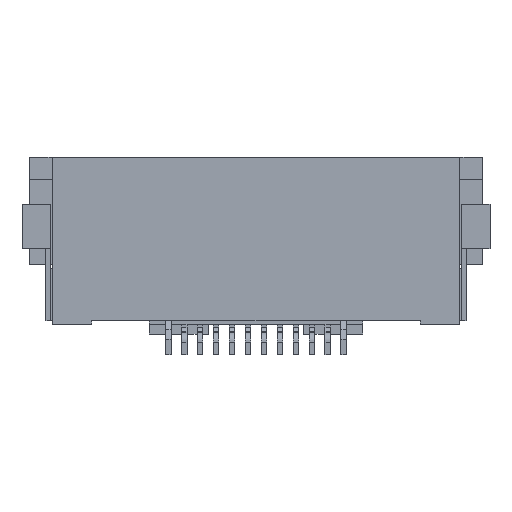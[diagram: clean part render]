
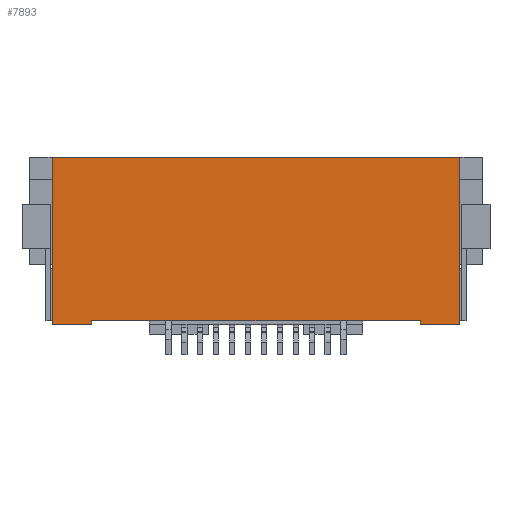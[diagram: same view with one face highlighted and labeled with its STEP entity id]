
A CAD part, front view. The second image highlights one B-rep face of the part: STEP entity #7893.
In plain terms, the highlighted planar face has unit normal (0, -1, 0).
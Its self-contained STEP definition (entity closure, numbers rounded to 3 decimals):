
#98=DIRECTION('',(0.,0.,1.));
#99=VECTOR('',#98,0.12);
#100=CARTESIAN_POINT('',(-5.15,-1.83,-2.625));
#101=LINE('',#100,#99);
#102=DIRECTION('',(0.,0.,1.));
#103=VECTOR('',#102,5.25);
#104=CARTESIAN_POINT('',(-6.395,-1.83,-2.625));
#105=LINE('',#104,#103);
#106=DIRECTION('',(0.,0.,1.));
#107=VECTOR('',#106,0.12);
#108=CARTESIAN_POINT('',(5.15,-1.83,-2.625));
#109=LINE('',#108,#107);
#110=DIRECTION('',(1.,0.,0.));
#111=VECTOR('',#110,10.3);
#112=CARTESIAN_POINT('',(-5.15,-1.83,-2.505));
#113=LINE('',#112,#111);
#462=DIRECTION('',(1.,0.,0.));
#463=VECTOR('',#462,1.245);
#464=CARTESIAN_POINT('',(-6.395,-1.83,-2.625));
#465=LINE('',#464,#463);
#466=DIRECTION('',(1.,0.,0.));
#467=VECTOR('',#466,1.245);
#468=CARTESIAN_POINT('',(5.15,-1.83,-2.625));
#469=LINE('',#468,#467);
#578=DIRECTION('',(1.,0.,0.));
#579=VECTOR('',#578,12.79);
#580=CARTESIAN_POINT('',(-6.395,-1.83,2.625));
#581=LINE('',#580,#579);
#822=DIRECTION('',(0.,0.,1.));
#823=VECTOR('',#822,5.25);
#824=CARTESIAN_POINT('',(6.395,-1.83,-2.625));
#825=LINE('',#824,#823);
#5841=CARTESIAN_POINT('',(-6.395,-1.83,2.625));
#5842=CARTESIAN_POINT('',(6.395,-1.83,2.625));
#5843=VERTEX_POINT('',#5841);
#5844=VERTEX_POINT('',#5842);
#5857=CARTESIAN_POINT('',(-6.395,-1.83,-2.625));
#5858=VERTEX_POINT('',#5857);
#5859=CARTESIAN_POINT('',(6.395,-1.83,-2.625));
#5860=VERTEX_POINT('',#5859);
#6045=CARTESIAN_POINT('',(-5.15,-1.83,-2.625));
#6046=CARTESIAN_POINT('',(-5.15,-1.83,-2.505));
#6047=VERTEX_POINT('',#6045);
#6048=VERTEX_POINT('',#6046);
#6049=CARTESIAN_POINT('',(5.15,-1.83,-2.625));
#6050=CARTESIAN_POINT('',(5.15,-1.83,-2.505));
#6051=VERTEX_POINT('',#6049);
#6052=VERTEX_POINT('',#6050);
#7871=CARTESIAN_POINT('',(-6.395,-1.83,-2.625));
#7872=DIRECTION('',(0.,-1.,0.));
#7873=DIRECTION('',(1.,0.,0.));
#7874=AXIS2_PLACEMENT_3D('',#7871,#7872,#7873);
#7875=PLANE('',#7874);
#7877=ORIENTED_EDGE('',*,*,#7876,.F.);
#7879=ORIENTED_EDGE('',*,*,#7878,.F.);
#7881=ORIENTED_EDGE('',*,*,#7880,.T.);
#7883=ORIENTED_EDGE('',*,*,#7882,.T.);
#7885=ORIENTED_EDGE('',*,*,#7884,.F.);
#7887=ORIENTED_EDGE('',*,*,#7886,.F.);
#7889=ORIENTED_EDGE('',*,*,#7888,.T.);
#7890=ORIENTED_EDGE('',*,*,#7833,.F.);
#7891=EDGE_LOOP('',(#7877,#7879,#7881,#7883,#7885,#7887,#7889,#7890));
#7892=FACE_OUTER_BOUND('',#7891,.F.);
#7893=ADVANCED_FACE('',(#7892),#7875,.T.);
#7833=EDGE_CURVE('',#6048,#6052,#113,.T.);
#7876=EDGE_CURVE('',#6047,#6048,#101,.T.);
#7878=EDGE_CURVE('',#5858,#6047,#465,.T.);
#7880=EDGE_CURVE('',#5858,#5843,#105,.T.);
#7882=EDGE_CURVE('',#5843,#5844,#581,.T.);
#7884=EDGE_CURVE('',#5860,#5844,#825,.T.);
#7886=EDGE_CURVE('',#6051,#5860,#469,.T.);
#7888=EDGE_CURVE('',#6051,#6052,#109,.T.);
